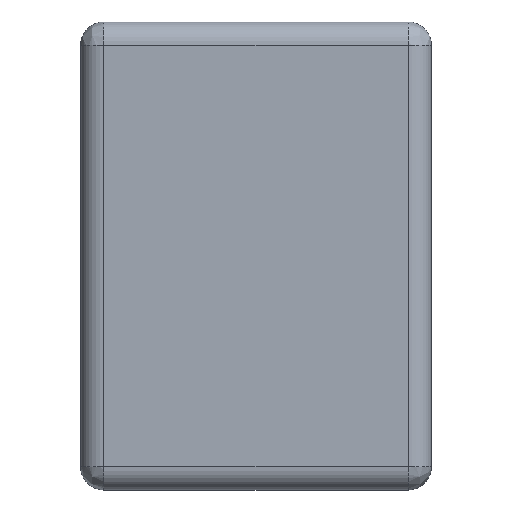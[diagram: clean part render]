
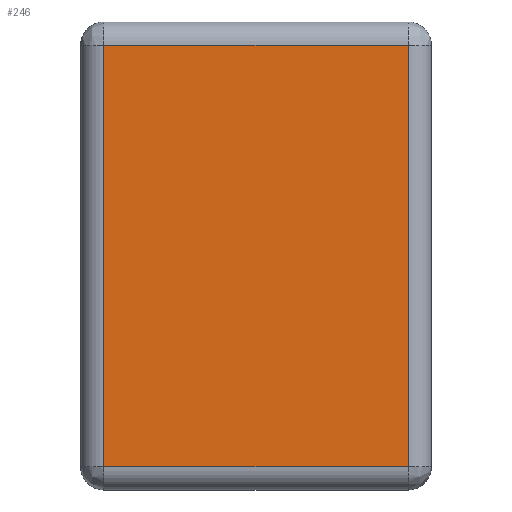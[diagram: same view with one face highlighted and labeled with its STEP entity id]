
A CAD part, top view. The second image highlights one B-rep face of the part: STEP entity #246.
In plain terms, the highlighted planar face has unit normal (0, 0, 1).
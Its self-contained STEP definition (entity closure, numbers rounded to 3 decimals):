
#17 = VERTEX_POINT ( 'NONE', #442 ) ;
#24 = CARTESIAN_POINT ( 'NONE',  ( 0., -22.5, 4. ) ) ;
#44 = VECTOR ( 'NONE', #480, 1000. ) ;
#66 = LINE ( 'NONE', #220, #44 ) ;
#67 = VERTEX_POINT ( 'NONE', #500 ) ;
#90 = EDGE_CURVE ( 'NONE', #134, #67, #175, .T. ) ;
#111 = VECTOR ( 'NONE', #347, 1000. ) ;
#119 = CARTESIAN_POINT ( 'NONE',  ( -19.5, 16.58, 4. ) ) ;
#131 = LINE ( 'NONE', #517, #478 ) ;
#134 = VERTEX_POINT ( 'NONE', #204 ) ;
#141 = ORIENTED_EDGE ( 'NONE', *, *, #296, .F. ) ;
#144 = FACE_OUTER_BOUND ( 'NONE', #147, .T. ) ;
#147 = EDGE_LOOP ( 'NONE', ( #332, #141, #167, #292 ) ) ;
#167 = ORIENTED_EDGE ( 'NONE', *, *, #90, .F. ) ;
#175 = LINE ( 'NONE', #119, #496 ) ;
#188 = DIRECTION ( 'NONE',  ( 1., 0., 0. ) ) ;
#204 = CARTESIAN_POINT ( 'NONE',  ( -19.5, -27., 4. ) ) ;
#220 = CARTESIAN_POINT ( 'NONE',  ( 39.08, 27., 4. ) ) ;
#223 = CARTESIAN_POINT ( 'NONE',  ( 19.5, -61.58, 4. ) ) ;
#236 = LINE ( 'NONE', #223, #111 ) ;
#246 = ADVANCED_FACE ( 'NONE', ( #144 ), #490, .T. ) ;
#270 = CARTESIAN_POINT ( 'NONE',  ( 19.5, 27., 4. ) ) ;
#292 = ORIENTED_EDGE ( 'NONE', *, *, #546, .F. ) ;
#296 = EDGE_CURVE ( 'NONE', #67, #366, #66, .T. ) ;
#324 = DIRECTION ( 'NONE',  ( 0., 1., 0. ) ) ;
#325 = EDGE_CURVE ( 'NONE', #366, #17, #236, .T. ) ;
#332 = ORIENTED_EDGE ( 'NONE', *, *, #325, .F. ) ;
#347 = DIRECTION ( 'NONE',  ( 0., -1., 0. ) ) ;
#366 = VERTEX_POINT ( 'NONE', #270 ) ;
#429 = DIRECTION ( 'NONE',  ( -1., 0., 0. ) ) ;
#442 = CARTESIAN_POINT ( 'NONE',  ( 19.5, -27., 4. ) ) ;
#478 = VECTOR ( 'NONE', #429, 1000. ) ;
#480 = DIRECTION ( 'NONE',  ( 1., 0., 0. ) ) ;
#490 = PLANE ( 'NONE',  #529 ) ;
#496 = VECTOR ( 'NONE', #324, 1000. ) ;
#500 = CARTESIAN_POINT ( 'NONE',  ( -19.5, 27., 4. ) ) ;
#517 = CARTESIAN_POINT ( 'NONE',  ( -39.08, -27., 4. ) ) ;
#529 = AXIS2_PLACEMENT_3D ( 'NONE', #24, #536, #188 ) ;
#536 = DIRECTION ( 'NONE',  ( 0., 0., 1. ) ) ;
#546 = EDGE_CURVE ( 'NONE', #17, #134, #131, .T. ) ;
